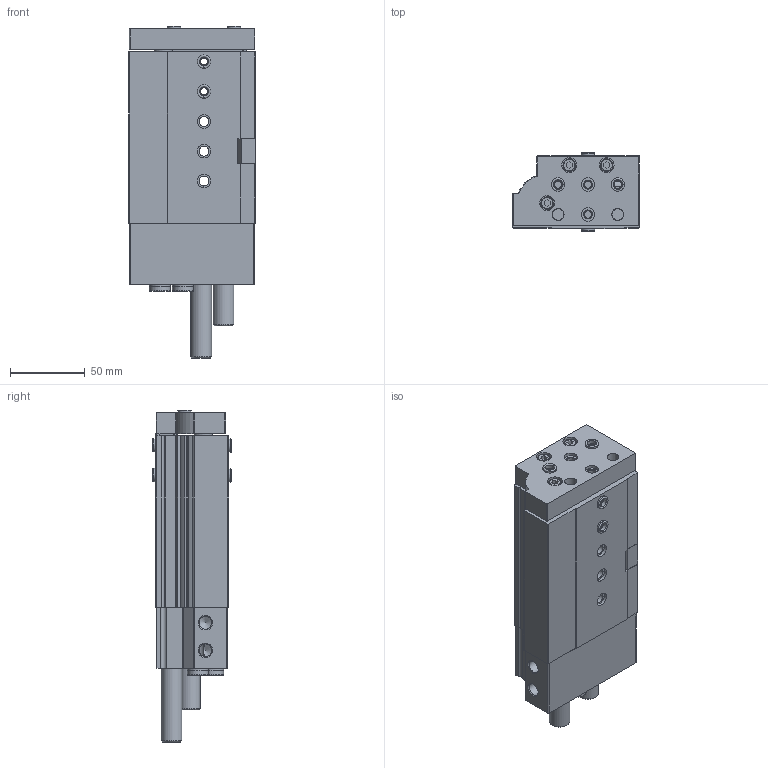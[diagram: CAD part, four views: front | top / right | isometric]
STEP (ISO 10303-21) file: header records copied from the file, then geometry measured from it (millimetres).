
FILE_DESCRIPTION(/* description */ ('STEP AP214'),/* implementation_level */ '2;1');
FILE_NAME(/* name */ '544017_DGSL-20-40-P1A',/* time_stamp */ '2024-08-16T02:22:31+02:00',/* author */ ('License CC BY-ND 4.0'),/* organization */ ('CADENAS'),/* preprocessor_version */ 'ST-DEVELOPER v19.3',/* originating_system */ 'PARTsolutions',/* authorisation */ ' ');
FILE_SCHEMA (('AUTOMOTIVE_DESIGN {1 0 10303 214 3 1 1}'));
Length unit declared in the file: millimetre
Products named in the file (7): 544017 DGSL-20-40-P1A---(0); DGSL-20---(40-0-0-20-zr); 548376 DYEF-M14-Y1F_P; 3568 B-1/8; 686788 DGSL-20-AS; DGSL-20---(40-0-JP); 8137184 ZBH-9-B
Assembly tree (13 placements, depth 2):
  544017 DGSL-20-40-P1A---(0)
    DGSL-20---(40-0-0-20-zr)
    548376 DYEF-M14-Y1F_P  x2
    3568 B-1/8  x2
    686788 DGSL-20-AS
    DGSL-20---(40-0-JP)
    8137184 ZBH-9-B  x6
Bounding box: 85 x 52.6 x 222.4 mm (x, y, z)
Volume: 530496.6 mm3; surface area: 126299.2 mm2
Topology: 13 solids, 13 shells, 626 faces, 1540 edges, 1003 vertices
Faces by surface type: plane 338, cylinder 211, cone 56, torus 21
Full cylindrical faces by diameter (mm): 3.242 x1, 4.917 x9, 6 x1, 6.6 x4, 6.917 x2, 7.8 x2, 8 x3, 8.5 x8, 8.566 x4, 9 x11, 9.728 x2, 10 x10, 10.2 x1, 11 x4, 11.2 x3, 12.07 x2, 12.6 x2, 12.917 x2, 14 x6, 25 x2
Entity records: 16186 total; most frequent: CARTESIAN_POINT 2831, DIRECTION 2765, ORIENTED_EDGE 2452, EDGE_CURVE 1226, AXIS2_PLACEMENT_3D 1016, VERTEX_POINT 880, FACE_BOUND 774, EDGE_LOOP 767
